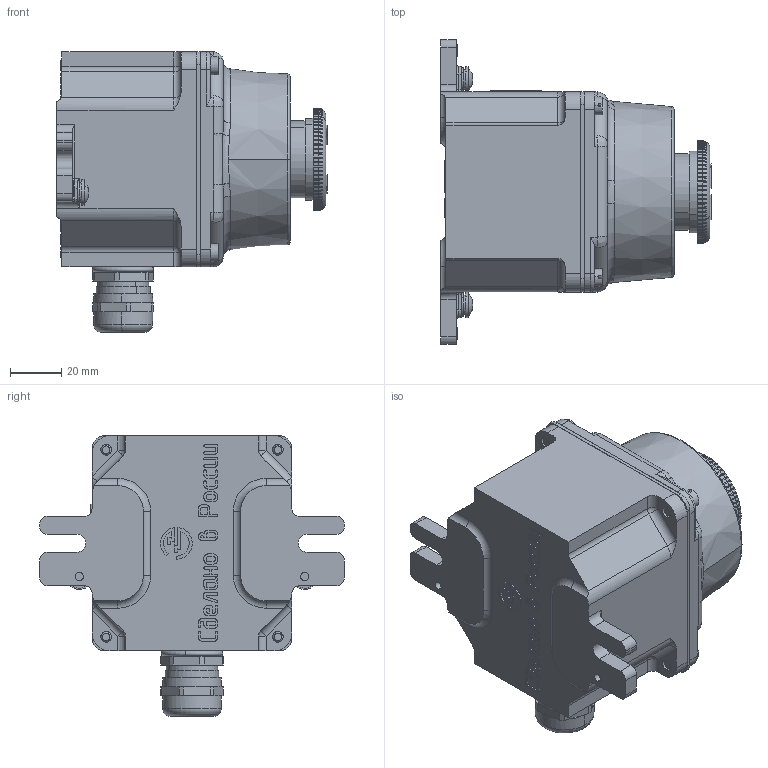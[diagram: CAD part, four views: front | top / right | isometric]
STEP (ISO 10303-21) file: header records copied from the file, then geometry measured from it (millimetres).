
FILE_DESCRIPTION (( 'STEP AP214' ), '1' );
FILE_NAME ('Âûêëþ÷àòåëü àâàðèéíûé - ëàòóíü - 1 îòâåðñòèå.STEP', '2014-09-18T10:32:01', ( '' ), ( '' ), 'SwSTEP 2.0', 'SolidWorks 2013', '' );
FILE_SCHEMA (( 'AUTOMOTIVE_DESIGN' ));
Length unit declared in the file: millimetre
Products named in the file (25): Øèëüäà ÏÏÌ-À-220-2-3-16-Í2-14-1-67; Ïëàñòèêîâàÿ âñòàâêà; 湾恹镟溧栝 忤眚; Ñàëüíèê - çàæèì; Ïðîêëàäêà; 扻錪犩 - 鍒鳪; 忍艘.735214.022 - 01.06.2012; Ñàëüíèê; 鏢魨鍧; Âûêëþ÷àòåëü àâàðèéíûé - ëàòóíü - 1 îòâåðñòèå; Part1; Part2; Part3; 署赅 027 - 嚯桧栝; Óçåë Ì4õ8; Pan Head Cross Collar Screw_DIN_DIN 967 - M4 x 8 - Z --- 6.6N; Óçåë Ì4õ6; Curved Spring Lock Washer_DIN_Spring washer DIN 128 - A4; Plain Washer Grade A_DIN_Washer DIN 125 - A 4.3; Pan Head Cross Collar Screw_DIN_DIN 967 - M4 x 6 - Z --- 4.6N; Ïðîñòàâêà l=12ìì; 嵙錪魡 諘谾擫樇鳺; Ïðîêëàäêà - êîæà ô 4ìì; 逄鋋襡樇鳺 - 謥賥縺
Assembly tree (36 placements, depth 3):
  Âûêëþ÷àòåëü àâàðèéíûé - ëàòóíü - 1 îòâåðñòèå
    忍艘.735214.022 - 01.06.2012
    Ïðîêëàäêà
    湾恹镟溧栝 忤眚  x4
    Øèëüäà ÏÏÌ-À-220-2-3-16-Í2-14-1-67
    Ïðîêëàäêà - êîæà ô 4ìì  x2
    嵙錪魡 諘谾擫樇鳺  x2
    Ïðîñòàâêà l=12ìì  x2
    Óçåë Ì4õ6  x4
      Pan Head Cross Collar Screw_DIN_DIN 967 - M4 x 6 - Z --- 4.6N
      Plain Washer Grade A_DIN_Washer DIN 125 - A 4.3
      Curved Spring Lock Washer_DIN_Spring washer DIN 128 - A4
    Óçåë Ì4õ8  x2
      Pan Head Cross Collar Screw_DIN_DIN 967 - M4 x 8 - Z --- 6.6N
      Plain Washer Grade A_DIN_Washer DIN 125 - A 4.3
      Curved Spring Lock Washer_DIN_Spring washer DIN 128 - A4
    署赅 027 - 嚯桧栝
    鏢魨鍧
      Part3
      Part2
      Part1
    Ñàëüíèê
      Ñàëüíèê
      扻錪犩 - 鍒鳪
      Ñàëüíèê - çàæèì
      Ïëàñòèêîâàÿ âñòàâêà
      逄鋋襡樇鳺 - 謥賥縺
Bounding box: 105.5 x 119 x 109.5 mm (x, y, z)
Volume: 167353.7 mm3; surface area: 105117.1 mm2
Topology: 41 solids, 41 shells, 2642 faces, 7148 edges, 4672 vertices
Faces by surface type: plane 1550, cylinder 516, bspline 425, cone 67, torus 66, sphere 18
Entity records: 91507 total; most frequent: CARTESIAN_POINT 33248, ORIENTED_EDGE 12988, DIRECTION 10086, EDGE_CURVE 6494, VERTEX_POINT 4263, VECTOR 3710, LINE 3710, AXIS2_PLACEMENT_3D 3188
